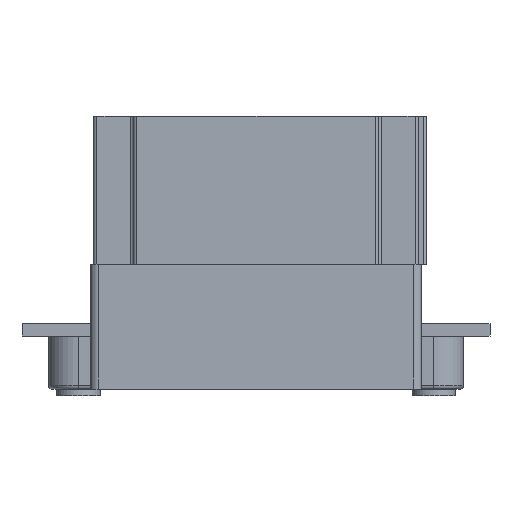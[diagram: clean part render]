
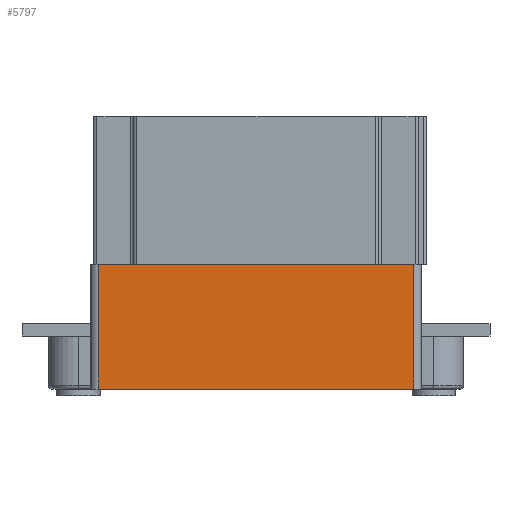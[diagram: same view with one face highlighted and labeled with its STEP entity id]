
A CAD part, left-side view. The second image highlights one B-rep face of the part: STEP entity #5797.
In plain terms, the highlighted planar face has unit normal (-1, 0, 0).
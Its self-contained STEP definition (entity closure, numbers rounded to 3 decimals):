
#377=LINE('',#9035,#879);
#575=LINE('',#9726,#1077);
#576=LINE('',#9729,#1078);
#577=LINE('',#9730,#1079);
#879=VECTOR('',#6877,101.);
#1077=VECTOR('',#7429,40.);
#1078=VECTOR('',#7432,101.);
#1079=VECTOR('',#7433,40.);
#1600=FACE_OUTER_BOUND('',#2007,.T.);
#2007=EDGE_LOOP('',(#4732,#4733,#4734,#4735));
#2595=VERTEX_POINT('',#9032);
#2596=VERTEX_POINT('',#9034);
#2720=VERTEX_POINT('',#9724);
#2721=VERTEX_POINT('',#9728);
#3172=EDGE_CURVE('',#2596,#2595,#377,.T.);
#3426=EDGE_CURVE('',#2720,#2595,#575,.T.);
#3427=EDGE_CURVE('',#2721,#2720,#576,.T.);
#3428=EDGE_CURVE('',#2721,#2596,#577,.T.);
#4732=ORIENTED_EDGE('',*,*,#3426,.F.);
#4733=ORIENTED_EDGE('',*,*,#3427,.F.);
#4734=ORIENTED_EDGE('',*,*,#3428,.T.);
#4735=ORIENTED_EDGE('',*,*,#3172,.T.);
#5180=PLANE('',#6211);
#5797=ADVANCED_FACE('',(#1600),#5180,.T.);
#6211=AXIS2_PLACEMENT_3D('',#9727,#7430,#7431);
#6877=DIRECTION('',(0.,1.,0.));
#7429=DIRECTION('',(0.,0.,1.));
#7430=DIRECTION('center_axis',(-1.,0.,0.));
#7431=DIRECTION('ref_axis',(0.,0.,1.));
#7432=DIRECTION('',(0.,1.,0.));
#7433=DIRECTION('',(0.,0.,1.));
#9032=CARTESIAN_POINT('',(-100.,50.5,40.));
#9034=CARTESIAN_POINT('',(-100.,-50.5,40.));
#9035=CARTESIAN_POINT('',(-100.,-50.5,40.));
#9724=CARTESIAN_POINT('',(-100.,50.5,0.));
#9726=CARTESIAN_POINT('',(-100.,50.5,0.));
#9727=CARTESIAN_POINT('Origin',(-100.,-50.5,0.));
#9728=CARTESIAN_POINT('',(-100.,-50.5,0.));
#9729=CARTESIAN_POINT('',(-100.,-50.5,0.));
#9730=CARTESIAN_POINT('',(-100.,-50.5,0.));
